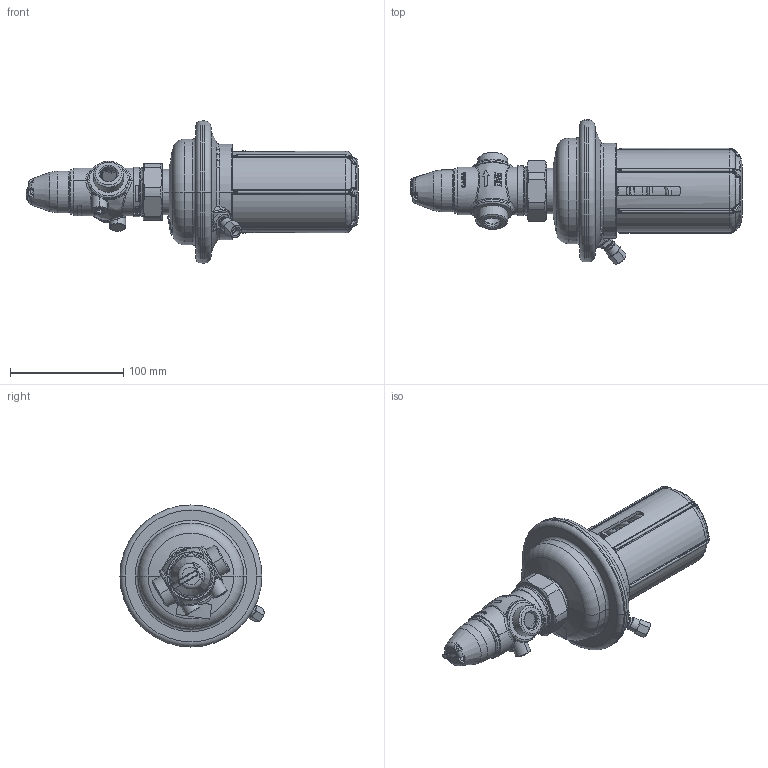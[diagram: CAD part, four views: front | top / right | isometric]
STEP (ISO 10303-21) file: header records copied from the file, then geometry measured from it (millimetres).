
FILE_DESCRIPTION((''),'2;1');
FILE_NAME('003H6444','2015-03-06T',('u317927'),('Danfoss'),'PRO/ENGINEER BY PARAMETRIC TECHNOLOGY CORPORATION, 2014000','PRO/ENGINEER BY PARAMETRIC TECHNOLOGY CORPORATION, 2014000','');
FILE_SCHEMA(('CONFIG_CONTROL_DESIGN'));
Products named in the file (1): 003H6444
Bounding box: 292.65 x 127.07 x 125.18 mm (x, y, z)
Volume: 451687.5 mm3; surface area: 232109.4 mm2
Topology: 3 solids, 3 shells, 1894 faces, 4649 edges, 2845 vertices
Faces by surface type: plane 739, cylinder 389, bspline 297, cone 248, torus 200, sphere 21
Entity records: 82245 total; most frequent: CARTESIAN_POINT 40499, ORIENTED_EDGE 9278, DIRECTION 7994, EDGE_CURVE 4639, AXIS2_PLACEMENT_3D 3251, VERTEX_POINT 2845, EDGE_LOOP 2030, FACE_OUTER_BOUND 1894
